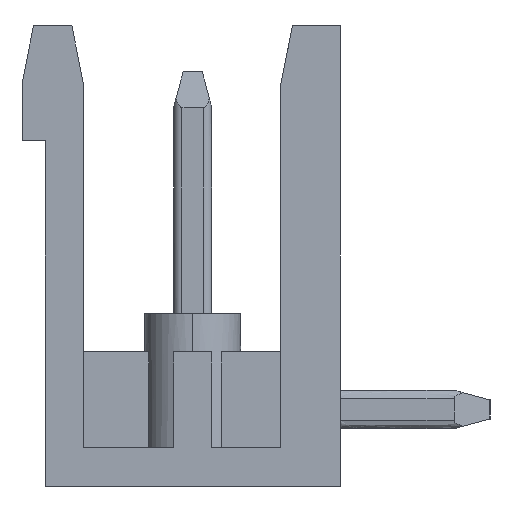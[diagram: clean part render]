
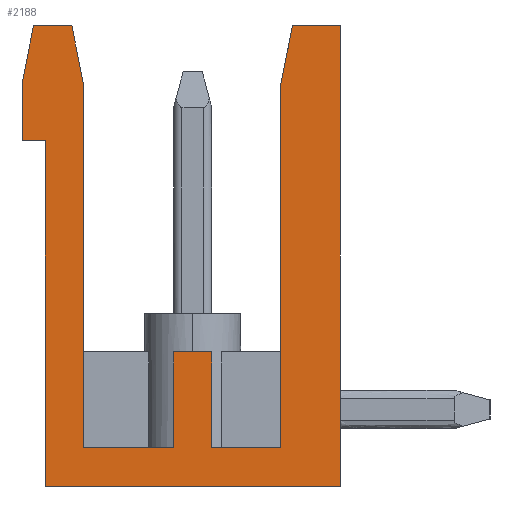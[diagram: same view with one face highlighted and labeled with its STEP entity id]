
A CAD part, left-side view. The second image highlights one B-rep face of the part: STEP entity #2188.
In plain terms, the highlighted planar face has unit normal (-1, 0, 0).
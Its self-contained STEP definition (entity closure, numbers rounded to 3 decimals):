
#533=CARTESIAN_POINT('',(-25.4,3.15,7.5));
#534=VERTEX_POINT('',#533);
#541=CARTESIAN_POINT('',(-25.4,2.85,6.));
#542=VERTEX_POINT('',#541);
#543=CARTESIAN_POINT('',(-25.4,3.15,7.5));
#544=DIRECTION('',(0.,-0.196,-0.981));
#545=VECTOR('',#544,1.53);
#546=LINE('',#543,#545);
#547=EDGE_CURVE('',#534,#542,#546,.T.);
#570=CARTESIAN_POINT('',(-25.4,2.85,-3.5));
#571=VERTEX_POINT('',#570);
#578=CARTESIAN_POINT('',(-25.4,0.5,-3.5));
#579=VERTEX_POINT('',#578);
#580=CARTESIAN_POINT('',(-25.4,2.85,-3.5));
#581=DIRECTION('',(0.,-1.,0.));
#582=VECTOR('',#581,2.35);
#583=LINE('',#580,#582);
#584=EDGE_CURVE('',#571,#579,#583,.T.);
#1133=CARTESIAN_POINT('',(-25.4,0.5,-1.));
#1134=VERTEX_POINT('',#1133);
#1135=CARTESIAN_POINT('',(-25.4,0.5,-3.5));
#1136=DIRECTION('',(0.,0.,1.));
#1137=VECTOR('',#1136,2.5);
#1138=LINE('',#1135,#1137);
#1139=EDGE_CURVE('',#579,#1134,#1138,.T.);
#1164=CARTESIAN_POINT('',(-25.4,-0.5,-1.));
#1165=VERTEX_POINT('',#1164);
#1166=CARTESIAN_POINT('',(-25.4,0.5,-1.));
#1167=DIRECTION('',(0.,-1.,0.));
#1168=VECTOR('',#1167,1.);
#1169=LINE('',#1166,#1168);
#1170=EDGE_CURVE('',#1134,#1165,#1169,.T.);
#1603=CARTESIAN_POINT('',(-25.4,-0.5,-3.5));
#1604=VERTEX_POINT('',#1603);
#1611=CARTESIAN_POINT('',(-25.4,-2.3,-3.5));
#1612=VERTEX_POINT('',#1611);
#1613=CARTESIAN_POINT('',(-25.4,-0.5,-3.5));
#1614=DIRECTION('',(0.,-1.,0.));
#1615=VECTOR('',#1614,1.8);
#1616=LINE('',#1613,#1615);
#1617=EDGE_CURVE('',#1604,#1612,#1616,.T.);
#1669=CARTESIAN_POINT('',(-25.4,-0.5,-1.));
#1670=DIRECTION('',(0.,0.,-1.));
#1671=VECTOR('',#1670,2.5);
#1672=LINE('',#1669,#1671);
#1673=EDGE_CURVE('',#1165,#1604,#1672,.T.);
#1712=CARTESIAN_POINT('',(-25.4,-2.3,6.));
#1713=VERTEX_POINT('',#1712);
#1720=CARTESIAN_POINT('',(-25.4,-2.6,7.5));
#1721=VERTEX_POINT('',#1720);
#1722=CARTESIAN_POINT('',(-25.4,-2.3,6.));
#1723=DIRECTION('',(0.,-0.196,0.981));
#1724=VECTOR('',#1723,1.53);
#1725=LINE('',#1722,#1724);
#1726=EDGE_CURVE('',#1713,#1721,#1725,.T.);
#1749=CARTESIAN_POINT('',(-25.4,-2.3,-3.5));
#1750=DIRECTION('',(0.,0.,1.));
#1751=VECTOR('',#1750,9.5);
#1752=LINE('',#1749,#1751);
#1753=EDGE_CURVE('',#1612,#1713,#1752,.T.);
#2105=CARTESIAN_POINT('',(-25.4,1.884,2.8));
#2106=DIRECTION('',(0.,0.,-1.));
#2107=DIRECTION('',(-1.,0.,0.));
#2108=AXIS2_PLACEMENT_3D('',#2105,#2107,#2106);
#2109=PLANE('',#2108);
#2110=CARTESIAN_POINT('',(-25.4,4.45,6.));
#2111=VERTEX_POINT('',#2110);
#2112=CARTESIAN_POINT('',(-25.4,4.45,4.5));
#2113=VERTEX_POINT('',#2112);
#2114=CARTESIAN_POINT('',(-25.4,4.45,6.));
#2115=DIRECTION('',(0.,0.,-1.));
#2116=VECTOR('',#2115,1.5);
#2117=LINE('',#2114,#2116);
#2118=EDGE_CURVE('',#2111,#2113,#2117,.T.);
#2119=ORIENTED_EDGE('',*,*,#2118,.T.);
#2120=CARTESIAN_POINT('',(-25.4,3.85,4.5));
#2121=VERTEX_POINT('',#2120);
#2122=CARTESIAN_POINT('',(-25.4,4.45,4.5));
#2123=DIRECTION('',(0.,-1.,0.));
#2124=VECTOR('',#2123,0.6);
#2125=LINE('',#2122,#2124);
#2126=EDGE_CURVE('',#2113,#2121,#2125,.T.);
#2127=ORIENTED_EDGE('',*,*,#2126,.T.);
#2128=CARTESIAN_POINT('',(-25.4,3.85,-4.5));
#2129=VERTEX_POINT('',#2128);
#2130=CARTESIAN_POINT('',(-25.4,3.85,4.5));
#2131=DIRECTION('',(0.,0.,-1.));
#2132=VECTOR('',#2131,9.);
#2133=LINE('',#2130,#2132);
#2134=EDGE_CURVE('',#2121,#2129,#2133,.T.);
#2135=ORIENTED_EDGE('',*,*,#2134,.T.);
#2136=CARTESIAN_POINT('',(-25.4,-3.85,-4.5));
#2137=VERTEX_POINT('',#2136);
#2138=CARTESIAN_POINT('',(-25.4,3.85,-4.5));
#2139=DIRECTION('',(0.,-1.,0.));
#2140=VECTOR('',#2139,7.7);
#2141=LINE('',#2138,#2140);
#2142=EDGE_CURVE('',#2129,#2137,#2141,.T.);
#2143=ORIENTED_EDGE('',*,*,#2142,.T.);
#2144=CARTESIAN_POINT('',(-25.4,-3.85,7.5));
#2145=VERTEX_POINT('',#2144);
#2146=CARTESIAN_POINT('',(-25.4,-3.85,-4.5));
#2147=DIRECTION('',(0.,0.,1.));
#2148=VECTOR('',#2147,12.);
#2149=LINE('',#2146,#2148);
#2150=EDGE_CURVE('',#2137,#2145,#2149,.T.);
#2151=ORIENTED_EDGE('',*,*,#2150,.T.);
#2152=CARTESIAN_POINT('',(-25.4,-3.85,7.5));
#2153=DIRECTION('',(0.,1.,0.));
#2154=VECTOR('',#2153,1.25);
#2155=LINE('',#2152,#2154);
#2156=EDGE_CURVE('',#2145,#1721,#2155,.T.);
#2157=ORIENTED_EDGE('',*,*,#2156,.T.);
#2158=ORIENTED_EDGE('',*,*,#1726,.F.);
#2159=ORIENTED_EDGE('',*,*,#1753,.F.);
#2160=ORIENTED_EDGE('',*,*,#1617,.F.);
#2161=ORIENTED_EDGE('',*,*,#1673,.F.);
#2162=ORIENTED_EDGE('',*,*,#1170,.F.);
#2163=ORIENTED_EDGE('',*,*,#1139,.F.);
#2164=ORIENTED_EDGE('',*,*,#584,.F.);
#2165=CARTESIAN_POINT('',(-25.4,2.85,-3.5));
#2166=DIRECTION('',(0.,0.,1.));
#2167=VECTOR('',#2166,9.5);
#2168=LINE('',#2165,#2167);
#2169=EDGE_CURVE('',#571,#542,#2168,.T.);
#2170=ORIENTED_EDGE('',*,*,#2169,.T.);
#2171=ORIENTED_EDGE('',*,*,#547,.F.);
#2172=CARTESIAN_POINT('',(-25.4,4.15,7.5));
#2173=VERTEX_POINT('',#2172);
#2174=CARTESIAN_POINT('',(-25.4,3.15,7.5));
#2175=DIRECTION('',(0.,1.,0.));
#2176=VECTOR('',#2175,1.);
#2177=LINE('',#2174,#2176);
#2178=EDGE_CURVE('',#534,#2173,#2177,.T.);
#2179=ORIENTED_EDGE('',*,*,#2178,.T.);
#2180=CARTESIAN_POINT('',(-25.4,4.15,7.5));
#2181=DIRECTION('',(0.,0.196,-0.981));
#2182=VECTOR('',#2181,1.53);
#2183=LINE('',#2180,#2182);
#2184=EDGE_CURVE('',#2173,#2111,#2183,.T.);
#2185=ORIENTED_EDGE('',*,*,#2184,.T.);
#2186=EDGE_LOOP('',(#2119,#2127,#2135,#2143,#2151,#2157,#2158,#2159,#2160,#2161,#2162,#2163,#2164,#2170,#2171,#2179,#2185));
#2187=FACE_OUTER_BOUND('',#2186,.T.);
#2188=ADVANCED_FACE('',(#2187),#2109,.T.);
